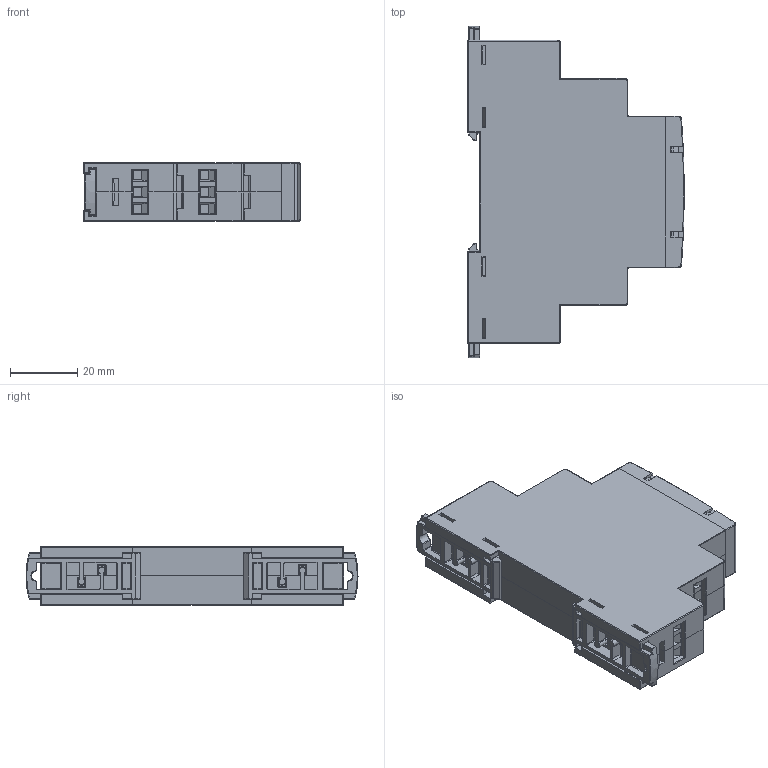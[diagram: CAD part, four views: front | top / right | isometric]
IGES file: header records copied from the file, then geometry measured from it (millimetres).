
Start section: SolidWorks IGES file using analytic representation for surfaces
Global section: file name: RPI-3P-UNI.IGS; native system: SolidWorks 2020; preprocessor: SolidWorks 2020; author: Kniterp; date: 200504.075239; units: millimetre
Bounding box: 64.22 x 98.6 x 17.5 mm (x, y, z)
Surface area: 39036.7 mm2 (no closed solid volume)
Topology: 0 solids, 0 shells, 2230 faces, 19437 edges, 19417 vertices
Faces by surface type: bspline 1619, revolution 611
